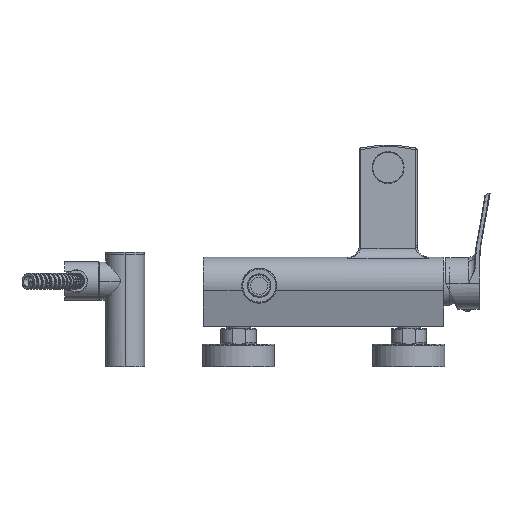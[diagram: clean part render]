
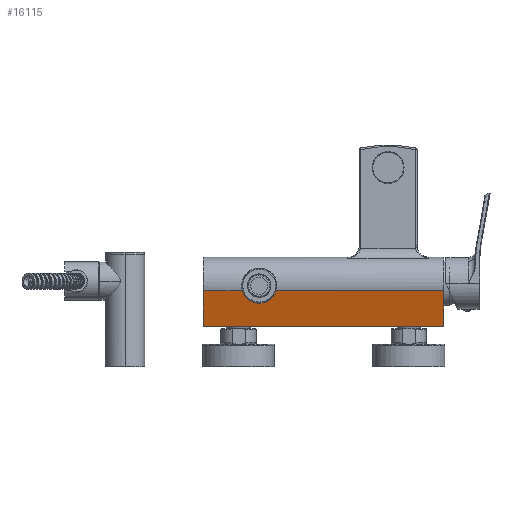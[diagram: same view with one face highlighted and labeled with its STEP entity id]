
A CAD part, front view. The second image highlights one B-rep face of the part: STEP entity #16115.
In plain terms, the highlighted planar face has unit normal (0, -0.961, -0.277).
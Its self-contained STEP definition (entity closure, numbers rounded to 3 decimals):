
#2955=DIRECTION('',(0.,-0.276,0.961));
#2956=VECTOR('',#2955,32.924);
#2957=CARTESIAN_POINT('',(106.,-13.,-38.));
#2958=LINE('',#2957,#2956);
#3016=CARTESIAN_POINT('',(-41.926,-22.103,
-6.359));
#3096=CARTESIAN_POINT('',(-71.674,-22.103,
-6.359));
#3108=DIRECTION('',(-1.,0.,0.));
#3109=VECTOR('',#3108,34.326);
#3110=CARTESIAN_POINT('',(-71.674,-22.103,
-6.359));
#3111=LINE('',#3110,#3109);
#3112=DIRECTION('',(-1.,0.,0.));
#3113=VECTOR('',#3112,147.926);
#3114=CARTESIAN_POINT('',(106.,-22.103,-6.359));
#3115=LINE('',#3114,#3113);
#5605=CARTESIAN_POINT('',(-41.926,-22.103,
-6.359));
#5606=CARTESIAN_POINT('',(-42.003,-22.027,
-6.624));
#5607=CARTESIAN_POINT('',(-42.158,-21.89,
-7.102));
#5608=CARTESIAN_POINT('',(-42.468,-21.652,
-7.929));
#5609=CARTESIAN_POINT('',(-42.855,-21.403,
-8.794));
#5610=CARTESIAN_POINT('',(-43.32,-21.151,
-9.67));
#5611=CARTESIAN_POINT('',(-43.785,-20.932,
-10.432));
#5612=CARTESIAN_POINT('',(-44.25,-20.737,
-11.108));
#5613=CARTESIAN_POINT('',(-44.87,-20.504,
-11.917));
#5614=CARTESIAN_POINT('',(-45.644,-20.254,
-12.788));
#5615=CARTESIAN_POINT('',(-46.574,-20.,
-13.67));
#5616=CARTESIAN_POINT('',(-47.504,-19.784,
-14.421));
#5617=CARTESIAN_POINT('',(-48.433,-19.599,
-15.063));
#5618=CARTESIAN_POINT('',(-49.673,-19.388,
-15.796));
#5619=CARTESIAN_POINT('',(-51.222,-19.184,
-16.507));
#5620=CARTESIAN_POINT('',(-53.081,-19.017,
-17.088));
#5621=CARTESIAN_POINT('',(-54.941,-18.919,
-17.426));
#5622=CARTESIAN_POINT('',(-56.8,-18.887,
-17.537));
#5623=CARTESIAN_POINT('',(-58.659,-18.919,
-17.426));
#5624=CARTESIAN_POINT('',(-60.519,-19.017,
-17.088));
#5625=CARTESIAN_POINT('',(-62.378,-19.184,
-16.507));
#5626=CARTESIAN_POINT('',(-63.927,-19.388,
-15.796));
#5627=CARTESIAN_POINT('',(-65.167,-19.599,
-15.063));
#5628=CARTESIAN_POINT('',(-66.096,-19.784,
-14.421));
#5629=CARTESIAN_POINT('',(-67.026,-20.,
-13.67));
#5630=CARTESIAN_POINT('',(-67.956,-20.254,
-12.788));
#5631=CARTESIAN_POINT('',(-68.73,-20.504,
-11.917));
#5632=CARTESIAN_POINT('',(-69.35,-20.737,
-11.108));
#5633=CARTESIAN_POINT('',(-69.815,-20.932,
-10.432));
#5634=CARTESIAN_POINT('',(-70.28,-21.151,
-9.67));
#5635=CARTESIAN_POINT('',(-70.745,-21.403,
-8.794));
#5636=CARTESIAN_POINT('',(-71.132,-21.652,
-7.929));
#5637=CARTESIAN_POINT('',(-71.442,-21.89,
-7.102));
#5638=CARTESIAN_POINT('',(-71.597,-22.027,
-6.624));
#5639=CARTESIAN_POINT('',(-71.674,-22.103,
-6.359));
#5641=DIRECTION('',(-1.,0.,0.));
#5642=VECTOR('',#5641,212.);
#5643=CARTESIAN_POINT('',(106.,-13.,-38.));
#5644=LINE('',#5643,#5642);
#5658=DIRECTION('',(0.,-0.276,0.961));
#5659=VECTOR('',#5658,32.924);
#5660=CARTESIAN_POINT('',(-106.,-13.,-38.));
#5661=LINE('',#5660,#5659);
#7962=CARTESIAN_POINT('',(106.,-13.,-38.));
#7964=VERTEX_POINT('',#7962);
#7965=CARTESIAN_POINT('',(106.,-22.103,-6.359));
#7967=VERTEX_POINT('',#7965);
#7970=CARTESIAN_POINT('',(-106.,-13.,-38.));
#7972=VERTEX_POINT('',#7970);
#7973=CARTESIAN_POINT('',(-106.,-22.103,-6.359));
#7975=VERTEX_POINT('',#7973);
#8172=VERTEX_POINT('',#3016);
#8173=VERTEX_POINT('',#3096);
#16101=CARTESIAN_POINT('',(106.,-13.,-38.));
#16102=DIRECTION('',(0.,-0.961,-0.276));
#16103=DIRECTION('',(0.,-0.276,0.961));
#16104=AXIS2_PLACEMENT_3D('',#16101,#16102,#16103);
#16105=PLANE('',#16104);
#16106=ORIENTED_EDGE('',*,*,#14363,.F.);
#16107=ORIENTED_EDGE('',*,*,#14333,.F.);
#16108=ORIENTED_EDGE('',*,*,#14240,.F.);
#16109=ORIENTED_EDGE('',*,*,#14271,.T.);
#16111=ORIENTED_EDGE('',*,*,#16110,.T.);
#16112=ORIENTED_EDGE('',*,*,#14327,.F.);
#16113=EDGE_LOOP('',(#16106,#16107,#16108,#16109,#16111,#16112));
#16114=FACE_OUTER_BOUND('',#16113,.F.);
#16115=ADVANCED_FACE('',(#16114),#16105,.T.);
#5640=B_SPLINE_CURVE_WITH_KNOTS('',3,(#5605,#5606,#5607,#5608,#5609,#5610,#5611,
#5612,#5613,#5614,#5615,#5616,#5617,#5618,#5619,#5620,#5621,#5622,#5623,#5624,
#5625,#5626,#5627,#5628,#5629,#5630,#5631,#5632,#5633,#5634,#5635,#5636,#5637,
#5638,#5639),.UNSPECIFIED.,.F.,.F.,(4,1,1,1,1,1,1,1,1,1,1,1,1,1,1,1,1,1,1,1,1,1,
1,1,1,1,1,1,1,1,1,1,4),(0.,0.008,0.016,0.031,0.047,0.063,
0.078,0.094,0.125,0.156,0.188,0.219,0.25,0.313,0.375,
0.438,0.5,0.563,0.625,0.688,0.75,0.781,0.813,0.844,
0.875,0.906,0.922,0.938,0.953,0.969,0.984,
0.992,1.),.UNSPECIFIED.);
#14240=EDGE_CURVE('',#7964,#7967,#2958,.T.);
#14271=EDGE_CURVE('',#7964,#7972,#5644,.T.);
#14327=EDGE_CURVE('',#8173,#7975,#3111,.T.);
#14333=EDGE_CURVE('',#7967,#8172,#3115,.T.);
#14363=EDGE_CURVE('',#8172,#8173,#5640,.T.);
#16110=EDGE_CURVE('',#7972,#7975,#5661,.T.);
